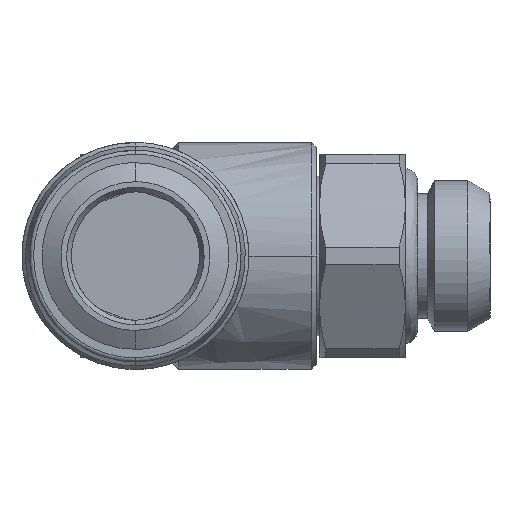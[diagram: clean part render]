
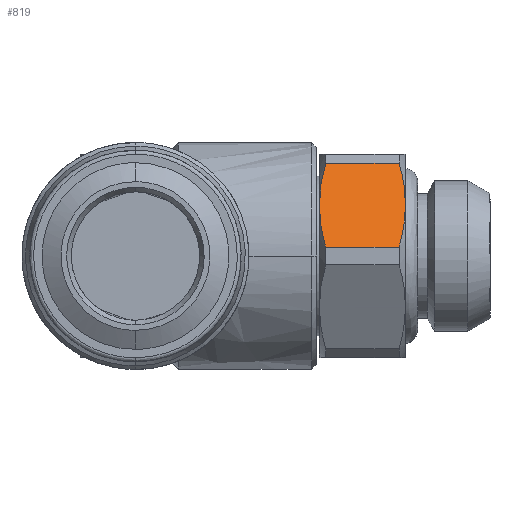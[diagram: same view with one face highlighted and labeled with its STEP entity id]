
A CAD part, left-side view. The second image highlights one B-rep face of the part: STEP entity #819.
In plain terms, the highlighted free-form (B-spline) face has degree [1, 1] with [2, 2] control points.
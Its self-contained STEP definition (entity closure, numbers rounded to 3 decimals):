
#117 = CARTESIAN_POINT ( 'NONE',  ( -6.987, -16.951, 4.537 ) ) ;
#500 = CARTESIAN_POINT ( 'NONE',  ( -6.84, -11.686, 4.791 ) ) ;
#510 = CARTESIAN_POINT ( 'NONE',  ( -7.787, -17.048, 3.151 ) ) ;
#596 = CARTESIAN_POINT ( 'NONE',  ( -7.73, -11.548, 3.25 ) ) ;
#655 = VERTEX_POINT ( 'NONE', #1206 ) ;
#819 = ADVANCED_FACE ( 'NONE', ( #4443 ), #5732, .T. ) ;
#878 = CARTESIAN_POINT ( 'NONE',  ( -6.685, -16.868, 5.06 ) ) ;
#933 = ORIENTED_EDGE ( 'NONE', *, *, #7711, .F. ) ;
#939 = CARTESIAN_POINT ( 'NONE',  ( -6.938, -16.938, 4.621 ) ) ;
#1079 = ORIENTED_EDGE ( 'NONE', *, *, #7973, .T. ) ;
#1104 = CARTESIAN_POINT ( 'NONE',  ( -9.151, -16.707, 0.789 ) ) ;
#1123 = CARTESIAN_POINT ( 'NONE',  ( -8.478, -11.646, 1.954 ) ) ;
#1206 = CARTESIAN_POINT ( 'NONE',  ( -6.182, -16.644, 5.932 ) ) ;
#1496 = ORIENTED_EDGE ( 'NONE', *, *, #7835, .T. ) ;
#1501 = CARTESIAN_POINT ( 'NONE',  ( -8.645, -16.902, 1.665 ) ) ;
#1539 = CARTESIAN_POINT ( 'NONE',  ( -7.364, -17.029, 3.884 ) ) ;
#1669 = CARTESIAN_POINT ( 'NONE',  ( -6.438, -16.771, 5.488 ) ) ;
#1815 = CARTESIAN_POINT ( 'NONE',  ( -6.182, -11.952, 5.932 ) ) ;
#1816 = CARTESIAN_POINT ( 'NONE',  ( -7.692, -17.048, 3.316 ) ) ;
#1875 = CARTESIAN_POINT ( 'NONE',  ( -8.286, -17.004, 2.287 ) ) ;
#1932 = CARTESIAN_POINT ( 'NONE',  ( -6.731, -11.721, 4.981 ) ) ;
#1979 = VERTEX_POINT ( 'NONE', #6824 ) ;
#1995 = CARTESIAN_POINT ( 'NONE',  ( -6.933, -11.66, 4.631 ) ) ;
#2006 = EDGE_CURVE ( 'NONE', #4359, #2214, #5845, .T. ) ;
#2214 = VERTEX_POINT ( 'NONE', #4723 ) ;
#2228 = B_SPLINE_CURVE_WITH_KNOTS ( 'NONE', 3,
 ( #6219, #6989, #2645, #1932, #500, #6924, #7692, #1995, #4861, #7656, #2702, #596 ),
 .UNSPECIFIED., .F., .F.,
 ( 4, 1, 1, 1, 1, 2, 2, 4 ),
 ( 0., 0.25, 0.375, 0.438, 0.469, 0.484, 0.5, 1. ),
 .UNSPECIFIED. ) ;
#2389 = VERTEX_POINT ( 'NONE', #2908 ) ;
#2474 = CARTESIAN_POINT ( 'NONE',  ( -8.396, -11.626, 2.097 ) ) ;
#2587 = CARTESIAN_POINT ( 'NONE',  ( -8.052, -11.562, 2.692 ) ) ;
#2588 = CARTESIAN_POINT ( 'NONE',  ( -9.278, -17.047, 0.568 ) ) ;
#2627 = ORIENTED_EDGE ( 'NONE', *, *, #8894, .T. ) ;
#2645 = CARTESIAN_POINT ( 'NONE',  ( -6.509, -11.8, 5.364 ) ) ;
#2702 = CARTESIAN_POINT ( 'NONE',  ( -7.473, -11.548, 3.695 ) ) ;
#2719 = VERTEX_POINT ( 'NONE', #6670 ) ;
#2805 = B_SPLINE_CURVE_WITH_KNOTS ( 'NONE', 1,
 ( #3835, #1815 ),
 .UNSPECIFIED., .F., .F.,
 ( 2, 2 ),
 ( 0., 1. ),
 .UNSPECIFIED. ) ;
#2908 = CARTESIAN_POINT ( 'NONE',  ( -7.73, -17.048, 3.25 ) ) ;
#3239 = CARTESIAN_POINT ( 'NONE',  ( -7.787, -17.048, 3.151 ) ) ;
#3285 = VERTEX_POINT ( 'NONE', #4608 ) ;
#3530 = ORIENTED_EDGE ( 'NONE', *, *, #2006, .T. ) ;
#3718 = VERTEX_POINT ( 'NONE', #4290 ) ;
#3835 = CARTESIAN_POINT ( 'NONE',  ( -6.182, -16.644, 5.932 ) ) ;
#3899 = CARTESIAN_POINT ( 'NONE',  ( -9.278, -11.952, 0.568 ) ) ;
#3990 = CARTESIAN_POINT ( 'NONE',  ( -7.673, -17.048, 3.348 ) ) ;
#3997 = ORIENTED_EDGE ( 'NONE', *, *, #6171, .T. ) ;
#4047 = CARTESIAN_POINT ( 'NONE',  ( -8.963, -16.791, 1.114 ) ) ;
#4290 = CARTESIAN_POINT ( 'NONE',  ( -7.787, -17.048, 3.151 ) ) ;
#4359 = VERTEX_POINT ( 'NONE', #6595 ) ;
#4443 = FACE_OUTER_BOUND ( 'NONE', #6306, .T. ) ;
#4490 = CARTESIAN_POINT ( 'NONE',  ( -7.034, -16.963, 4.455 ) ) ;
#4608 = CARTESIAN_POINT ( 'NONE',  ( -6.182, -11.952, 5.932 ) ) ;
#4681 = CARTESIAN_POINT ( 'NONE',  ( -7.711, -17.048, 3.283 ) ) ;
#4723 = CARTESIAN_POINT ( 'NONE',  ( -9.278, -11.952, 0.568 ) ) ;
#4803 = CARTESIAN_POINT ( 'NONE',  ( -7.749, -17.048, 3.217 ) ) ;
#4834 = CARTESIAN_POINT ( 'NONE',  ( -8.75, -16.868, 1.483 ) ) ;
#4861 = CARTESIAN_POINT ( 'NONE',  ( -6.94, -11.658, 4.618 ) ) ;
#5150 = CARTESIAN_POINT ( 'NONE',  ( -6.182, -16.644, 5.932 ) ) ;
#5180 = CARTESIAN_POINT ( 'NONE',  ( -7.145, -16.989, 4.264 ) ) ;
#5221 = CARTESIAN_POINT ( 'NONE',  ( -7.673, -17.048, 3.348 ) ) ;
#5331 = CARTESIAN_POINT ( 'NONE',  ( -8.445, -11.638, 2.011 ) ) ;
#5361 = CARTESIAN_POINT ( 'NONE',  ( -8.496, -11.651, 1.924 ) ) ;
#5447 = CARTESIAN_POINT ( 'NONE',  ( -8.549, -16.931, 1.832 ) ) ;
#5478 = CARTESIAN_POINT ( 'NONE',  ( -9.278, -11.515, 0.568 ) ) ;
#5718 = B_SPLINE_CURVE_WITH_KNOTS ( 'NONE', 3,
 ( #5221, #5828, #1539, #5180, #4490, #117, #7979, #939, #878, #1669, #5150 ),
 .UNSPECIFIED., .F., .F.,
 ( 4, 1, 1, 1, 2, 2, 4 ),
 ( 0., 0.25, 0.375, 0.438, 0.469, 0.5, 1. ),
 .UNSPECIFIED. ) ;
#5732 = B_SPLINE_SURFACE_WITH_KNOTS ( 'NONE', 1, 1, ( 
 ( #2588, #5478 ),
 ( #7552, #9057 ) ),
 .UNSPECIFIED., .F., .F., .F.,
 ( 2, 2 ),
 ( 2, 2 ),
 ( 0., 1. ),
 ( 0., 1. ),
 .UNSPECIFIED. ) ;
#5776 = B_SPLINE_CURVE_WITH_KNOTS ( 'NONE', 3,
 ( #8317, #4803, #9031, #510 ),
 .UNSPECIFIED., .F., .F.,
 ( 4, 4 ),
 ( 1.047, 1.065 ),
 .UNSPECIFIED. ) ;
#5828 = CARTESIAN_POINT ( 'NONE',  ( -7.55, -17.045, 3.562 ) ) ;
#5845 = B_SPLINE_CURVE_WITH_KNOTS ( 'NONE', 3,
 ( #6865, #7550, #2587, #6766, #2474, #5331, #1123, #5361, #7609, #7488, #3899 ),
 .UNSPECIFIED., .F., .F.,
 ( 4, 1, 1, 1, 2, 2, 4 ),
 ( 0., 0.25, 0.375, 0.438, 0.469, 0.5, 1. ),
 .UNSPECIFIED. ) ;
#6142 = ORIENTED_EDGE ( 'NONE', *, *, #8242, .F. ) ;
#6171 = EDGE_CURVE ( 'NONE', #655, #3285, #2805, .T. ) ;
#6219 = CARTESIAN_POINT ( 'NONE',  ( -6.182, -11.952, 5.932 ) ) ;
#6255 = B_SPLINE_CURVE_WITH_KNOTS ( 'NONE', 3,
 ( #8940, #1104, #4047, #4834, #1501, #8065, #6476, #6489, #5447, #1875, #7549, #3239 ),
 .UNSPECIFIED., .F., .F.,
 ( 4, 1, 1, 1, 1, 2, 2, 4 ),
 ( 0., 0.25, 0.375, 0.437, 0.469, 0.484, 0.5, 1. ),
 .UNSPECIFIED. ) ;
#6306 = EDGE_LOOP ( 'NONE', ( #3997, #1496, #3530, #1079, #2627, #6142, #933, #7551 ) ) ;
#6476 = CARTESIAN_POINT ( 'NONE',  ( -8.571, -16.924, 1.794 ) ) ;
#6489 = CARTESIAN_POINT ( 'NONE',  ( -8.556, -16.929, 1.82 ) ) ;
#6595 = CARTESIAN_POINT ( 'NONE',  ( -7.73, -11.548, 3.25 ) ) ;
#6670 = CARTESIAN_POINT ( 'NONE',  ( -9.278, -16.644, 0.568 ) ) ;
#6766 = CARTESIAN_POINT ( 'NONE',  ( -8.281, -11.601, 2.296 ) ) ;
#6824 = CARTESIAN_POINT ( 'NONE',  ( -7.673, -17.048, 3.348 ) ) ;
#6860 = CARTESIAN_POINT ( 'NONE',  ( -7.73, -17.048, 3.25 ) ) ;
#6865 = CARTESIAN_POINT ( 'NONE',  ( -7.73, -11.548, 3.25 ) ) ;
#6924 = CARTESIAN_POINT ( 'NONE',  ( -6.894, -11.67, 4.698 ) ) ;
#6989 = CARTESIAN_POINT ( 'NONE',  ( -6.314, -11.887, 5.702 ) ) ;
#7488 = CARTESIAN_POINT ( 'NONE',  ( -9.013, -11.821, 1.028 ) ) ;
#7549 = CARTESIAN_POINT ( 'NONE',  ( -8.035, -17.042, 2.723 ) ) ;
#7550 = CARTESIAN_POINT ( 'NONE',  ( -7.858, -11.548, 3.028 ) ) ;
#7551 = ORIENTED_EDGE ( 'NONE', *, *, #8074, .T. ) ;
#7552 = CARTESIAN_POINT ( 'NONE',  ( -6.182, -17.047, 5.932 ) ) ;
#7609 = CARTESIAN_POINT ( 'NONE',  ( -8.757, -11.722, 1.471 ) ) ;
#7656 = CARTESIAN_POINT ( 'NONE',  ( -7.213, -11.584, 4.146 ) ) ;
#7692 = CARTESIAN_POINT ( 'NONE',  ( -6.917, -11.664, 4.657 ) ) ;
#7711 = EDGE_CURVE ( 'NONE', #1979, #2389, #8629, .T. ) ;
#7835 = EDGE_CURVE ( 'NONE', #3285, #4359, #2228, .T. ) ;
#7859 = B_SPLINE_CURVE_WITH_KNOTS ( 'NONE', 1,
 ( #8524, #9202 ),
 .UNSPECIFIED., .F., .F.,
 ( 2, 2 ),
 ( 0., 1. ),
 .UNSPECIFIED. ) ;
#7973 = EDGE_CURVE ( 'NONE', #2214, #2719, #7859, .T. ) ;
#7979 = CARTESIAN_POINT ( 'NONE',  ( -6.955, -16.943, 4.592 ) ) ;
#8065 = CARTESIAN_POINT ( 'NONE',  ( -8.593, -16.918, 1.755 ) ) ;
#8074 = EDGE_CURVE ( 'NONE', #1979, #655, #5718, .T. ) ;
#8242 = EDGE_CURVE ( 'NONE', #2389, #3718, #5776, .T. ) ;
#8317 = CARTESIAN_POINT ( 'NONE',  ( -7.73, -17.048, 3.25 ) ) ;
#8524 = CARTESIAN_POINT ( 'NONE',  ( -9.278, -11.952, 0.568 ) ) ;
#8629 = B_SPLINE_CURVE_WITH_KNOTS ( 'NONE', 3,
 ( #3990, #1816, #4681, #6860 ),
 .UNSPECIFIED., .F., .F.,
 ( 4, 4 ),
 ( 1.03, 1.047 ),
 .UNSPECIFIED. ) ;
#8894 = EDGE_CURVE ( 'NONE', #2719, #3718, #6255, .T. ) ;
#8940 = CARTESIAN_POINT ( 'NONE',  ( -9.278, -16.644, 0.568 ) ) ;
#9031 = CARTESIAN_POINT ( 'NONE',  ( -7.768, -17.048, 3.184 ) ) ;
#9057 = CARTESIAN_POINT ( 'NONE',  ( -6.182, -11.515, 5.932 ) ) ;
#9202 = CARTESIAN_POINT ( 'NONE',  ( -9.278, -16.644, 0.568 ) ) ;
